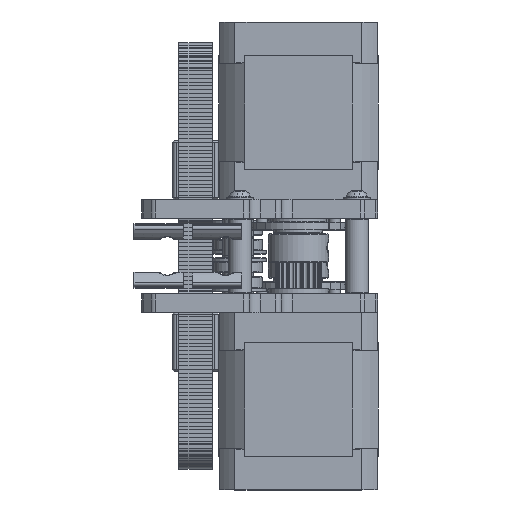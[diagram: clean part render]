
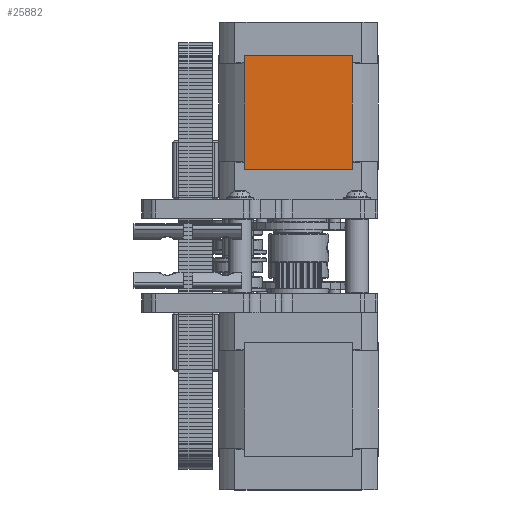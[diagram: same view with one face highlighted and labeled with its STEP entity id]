
A CAD part, left-side view. The second image highlights one B-rep face of the part: STEP entity #25882.
In plain terms, the highlighted face is planar.
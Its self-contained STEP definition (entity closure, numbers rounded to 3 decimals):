
#1716=PLANE('',#28137);
#2967=FACE_OUTER_BOUND('',#4405,.T.);
#4405=EDGE_LOOP('',(#23529,#23530,#23531,#23532,#23533,#23534,#23535,#23536,
#23537,#23538,#23539,#23540));
#7139=LINE('',#43701,#9942);
#7145=LINE('',#43731,#9948);
#7157=LINE('',#43769,#9960);
#7159=LINE('',#43774,#9962);
#7161=LINE('',#43780,#9964);
#7219=LINE('',#43986,#10022);
#7220=LINE('',#43991,#10023);
#7221=LINE('',#43995,#10024);
#7223=LINE('',#44003,#10026);
#7225=LINE('',#44007,#10028);
#7226=LINE('',#44009,#10029);
#7235=LINE('',#44040,#10038);
#9942=VECTOR('',#34489,5.724);
#9948=VECTOR('',#34513,30.2);
#9960=VECTOR('',#34553,0.1);
#9962=VECTOR('',#34557,5.724);
#9964=VECTOR('',#34563,0.1);
#10022=VECTOR('',#34761,30.2);
#10023=VECTOR('',#34768,17.012);
#10024=VECTOR('',#34773,0.1);
#10026=VECTOR('',#34779,0.1);
#10028=VECTOR('',#34785,5.724);
#10029=VECTOR('',#34788,5.724);
#10038=VECTOR('',#34823,17.012);
#13062=VERTEX_POINT('',#43698);
#13063=VERTEX_POINT('',#43700);
#13072=VERTEX_POINT('',#43730);
#13084=VERTEX_POINT('',#43767);
#13086=VERTEX_POINT('',#43773);
#13088=VERTEX_POINT('',#43779);
#13153=VERTEX_POINT('',#43983);
#13154=VERTEX_POINT('',#43985);
#13155=VERTEX_POINT('',#43989);
#13156=VERTEX_POINT('',#43993);
#13159=VERTEX_POINT('',#44000);
#13160=VERTEX_POINT('',#44002);
#16518=EDGE_CURVE('',#13062,#13063,#7139,.T.);
#16531=EDGE_CURVE('',#13063,#13072,#7145,.T.);
#16551=EDGE_CURVE('',#13062,#13084,#7157,.T.);
#16553=EDGE_CURVE('',#13072,#13086,#7159,.T.);
#16556=EDGE_CURVE('',#13088,#13086,#7161,.T.);
#16653=EDGE_CURVE('',#13154,#13153,#7219,.T.);
#16656=EDGE_CURVE('',#13084,#13155,#7220,.T.);
#16658=EDGE_CURVE('',#13155,#13156,#7221,.T.);
#16661=EDGE_CURVE('',#13160,#13159,#7223,.T.);
#16664=EDGE_CURVE('',#13153,#13160,#7225,.T.);
#16665=EDGE_CURVE('',#13156,#13154,#7226,.T.);
#16680=EDGE_CURVE('',#13159,#13088,#7235,.T.);
#23529=ORIENTED_EDGE('',*,*,#16656,.T.);
#23530=ORIENTED_EDGE('',*,*,#16658,.T.);
#23531=ORIENTED_EDGE('',*,*,#16665,.T.);
#23532=ORIENTED_EDGE('',*,*,#16653,.T.);
#23533=ORIENTED_EDGE('',*,*,#16664,.T.);
#23534=ORIENTED_EDGE('',*,*,#16661,.T.);
#23535=ORIENTED_EDGE('',*,*,#16680,.T.);
#23536=ORIENTED_EDGE('',*,*,#16556,.T.);
#23537=ORIENTED_EDGE('',*,*,#16553,.F.);
#23538=ORIENTED_EDGE('',*,*,#16531,.F.);
#23539=ORIENTED_EDGE('',*,*,#16518,.F.);
#23540=ORIENTED_EDGE('',*,*,#16551,.T.);
#25882=ADVANCED_FACE('',(#2967),#1716,.T.);
#28137=AXIS2_PLACEMENT_3D('',#44039,#34821,#34822);
#34489=DIRECTION('',(0.,1.,0.));
#34513=DIRECTION('',(0.,0.,-1.));
#34553=DIRECTION('',(0.,0.,1.));
#34557=DIRECTION('',(0.,-1.,0.));
#34563=DIRECTION('',(0.,0.,1.));
#34761=DIRECTION('',(0.,0.,-1.));
#34768=DIRECTION('',(0.,-1.,0.));
#34773=DIRECTION('',(0.,0.,-1.));
#34779=DIRECTION('',(0.,0.,-1.));
#34785=DIRECTION('',(0.,1.,0.));
#34788=DIRECTION('',(0.,-1.,0.));
#34821=DIRECTION('center_axis',(1.,0.,0.));
#34822=DIRECTION('ref_axis',(0.,0.,
-1.));
#34823=DIRECTION('',(0.,1.,0.));
#43698=CARTESIAN_POINT('',(21.1,8.506,10.66));
#43700=CARTESIAN_POINT('',(21.1,14.23,10.66));
#43701=CARTESIAN_POINT('',(21.1,8.506,10.66));
#43730=CARTESIAN_POINT('',(21.1,14.23,-19.54));
#43731=CARTESIAN_POINT('',(21.1,14.23,10.66));
#43767=CARTESIAN_POINT('',(21.1,8.506,10.76));
#43769=CARTESIAN_POINT('',(21.1,8.506,10.66));
#43773=CARTESIAN_POINT('',(21.1,8.506,-19.54));
#43774=CARTESIAN_POINT('',(21.1,14.23,-19.54));
#43779=CARTESIAN_POINT('',(21.1,8.506,-19.64));
#43780=CARTESIAN_POINT('',(21.1,8.506,-19.64));
#43983=CARTESIAN_POINT('',(21.1,-14.23,-19.54));
#43985=CARTESIAN_POINT('',(21.1,-14.23,10.66));
#43986=CARTESIAN_POINT('',(21.1,-14.23,10.66));
#43989=CARTESIAN_POINT('',(21.1,-8.506,10.76));
#43991=CARTESIAN_POINT('',(21.1,8.506,10.76));
#43993=CARTESIAN_POINT('',(21.1,-8.506,10.66));
#43995=CARTESIAN_POINT('',(21.1,-8.506,10.76));
#44000=CARTESIAN_POINT('',(21.1,-8.506,-19.64));
#44002=CARTESIAN_POINT('',(21.1,-8.506,-19.54));
#44003=CARTESIAN_POINT('',(21.1,-8.506,-19.54));
#44007=CARTESIAN_POINT('',(21.1,-14.23,-19.54));
#44009=CARTESIAN_POINT('',(21.1,-8.506,10.66));
#44039=CARTESIAN_POINT('Origin',(21.1,-14.231,10.761));
#44040=CARTESIAN_POINT('',(21.1,-8.506,-19.64));
